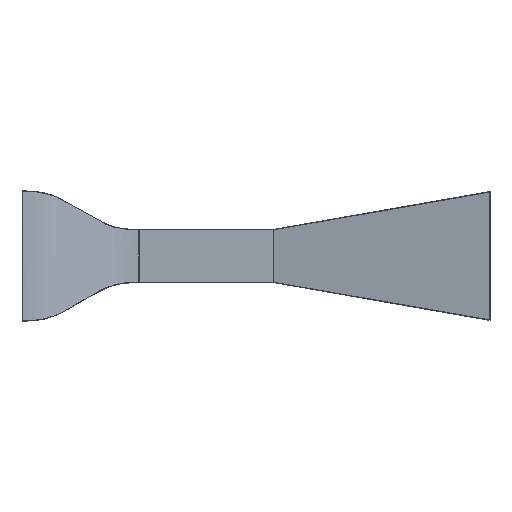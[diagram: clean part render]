
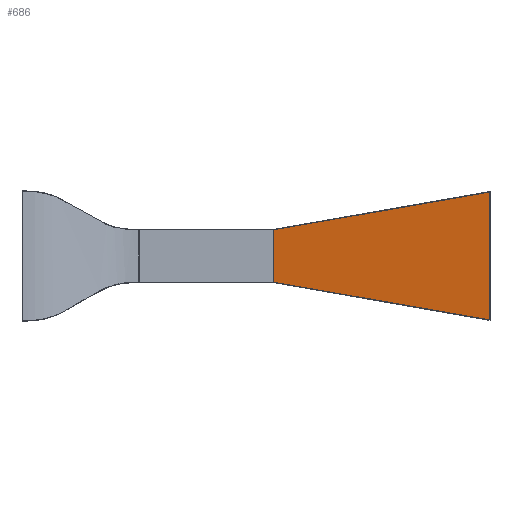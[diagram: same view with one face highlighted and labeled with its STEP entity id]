
A CAD part, front view. The second image highlights one B-rep face of the part: STEP entity #686.
In plain terms, the highlighted face is planar.
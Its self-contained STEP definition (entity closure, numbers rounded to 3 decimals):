
#68=PLANE('',#796);
#128=LINE('',#4838,#198);
#134=LINE('',#4850,#204);
#135=LINE('',#4852,#205);
#138=LINE('',#4857,#208);
#198=VECTOR('',#911,10.);
#204=VECTOR('',#919,10.);
#205=VECTOR('',#922,10.);
#208=VECTOR('',#929,10.);
#245=FACE_OUTER_BOUND('',#289,.T.);
#289=EDGE_LOOP('',(#636,#637,#638,#639));
#362=VERTEX_POINT('',#4834);
#364=VERTEX_POINT('',#4837);
#366=VERTEX_POINT('',#4843);
#369=VERTEX_POINT('',#4848);
#449=EDGE_CURVE('',#364,#362,#128,.T.);
#455=EDGE_CURVE('',#369,#366,#134,.T.);
#456=EDGE_CURVE('',#366,#362,#135,.T.);
#459=EDGE_CURVE('',#369,#364,#138,.T.);
#636=ORIENTED_EDGE('',*,*,#455,.F.);
#637=ORIENTED_EDGE('',*,*,#459,.T.);
#638=ORIENTED_EDGE('',*,*,#449,.T.);
#639=ORIENTED_EDGE('',*,*,#456,.F.);
#686=ADVANCED_FACE('',(#245),#68,.F.);
#796=AXIS2_PLACEMENT_3D('',#4858,#930,#931);
#911=DIRECTION('',(1.,0.,0.));
#919=DIRECTION('',(1.,0.,0.));
#922=DIRECTION('',(0.17,-0.17,-0.971));
#929=DIRECTION('',(-0.17,-0.17,-0.971));
#930=DIRECTION('center_axis',(0.,0.985,-0.172));
#931=DIRECTION('ref_axis',(0.,0.172,0.985));
#4834=CARTESIAN_POINT('',(280.96,-280.96,-1605.71));
#4837=CARTESIAN_POINT('',(-675.71,-280.96,-1605.71));
#4838=CARTESIAN_POINT('',(-675.71,-280.96,-1605.71));
#4843=CARTESIAN_POINT('',(0.,0.,0.));
#4848=CARTESIAN_POINT('',(-394.75,0.,0.));
#4850=CARTESIAN_POINT('',(-394.75,0.,0.));
#4852=CARTESIAN_POINT('',(0.,0.,0.));
#4857=CARTESIAN_POINT('',(-394.75,0.,0.));
#4858=CARTESIAN_POINT('Origin',(-394.75,0.,0.));
